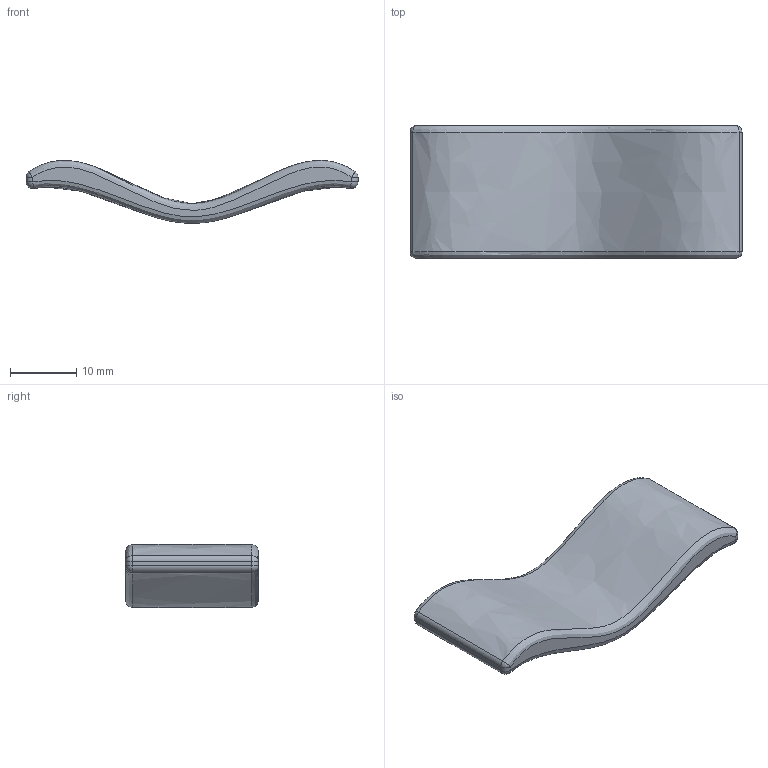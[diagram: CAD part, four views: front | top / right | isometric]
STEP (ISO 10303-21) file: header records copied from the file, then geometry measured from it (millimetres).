
FILE_DESCRIPTION((''),'2;1');
FILE_NAME('WAVE','2018-01-08T',('Dark Revenge'),(''),'CREO PARAMETRIC BY PTC INC, 2015380','CREO PARAMETRIC BY PTC INC, 2015380','');
FILE_SCHEMA(('CONFIG_CONTROL_DESIGN'));
Length unit declared in the file: millimetre
Products named in the file (1): WAVE
Bounding box: 50 x 20 x 9.5 mm (x, y, z)
Volume: 3643 mm3; surface area: 2445.8 mm2
Topology: 1 solids, 1 shells, 26 faces, 48 edges, 24 vertices
Faces by surface type: cylinder 8, sphere 8, plane 4, bspline 4, extrusion 2
Entity records: 2032 total; most frequent: CARTESIAN_POINT 1500, DIRECTION 106, ORIENTED_EDGE 96, EDGE_CURVE 48, AXIS2_PLACEMENT_3D 44, EDGE_LOOP 26, FACE_OUTER_BOUND 26, ADVANCED_FACE 26
